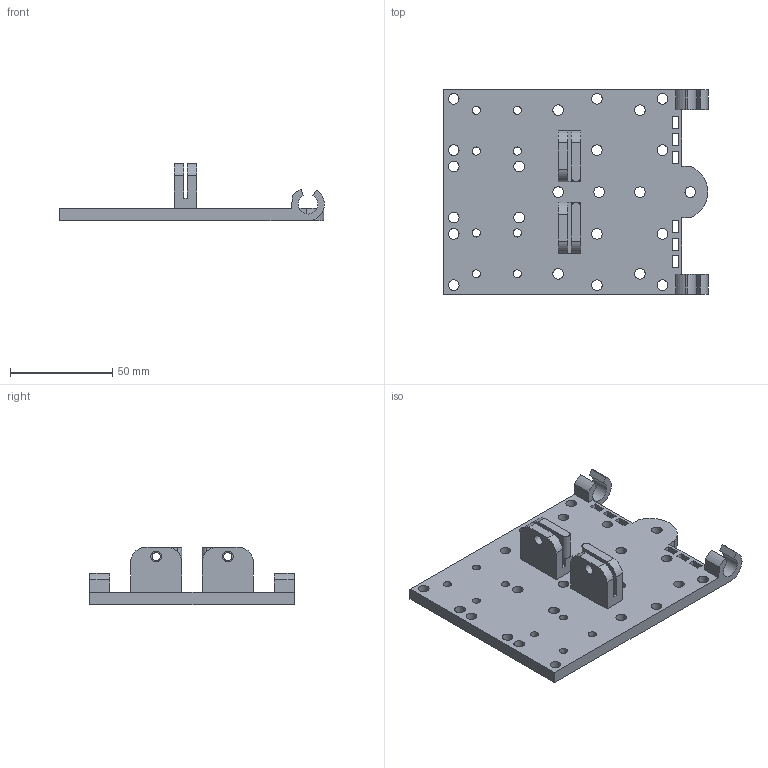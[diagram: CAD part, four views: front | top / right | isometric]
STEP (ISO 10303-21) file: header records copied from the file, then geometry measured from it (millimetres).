
FILE_DESCRIPTION(('FreeCAD Model'),'2;1');
FILE_NAME( 'X_Carriage.stp', '2012-12-31T19:33:30',('FreeCAD'),('FreeCAD'), 'Open CASCADE STEP processor 6.5','FreeCAD','Unknown');
FILE_SCHEMA(('AUTOMOTIVE_DESIGN_CC2 { 1 2 10303 214 -1 1 5 4 }'));
Length unit declared in the file: millimetre
Products named in the file (1): Open CASCADE STEP translator 6.5 1
Bounding box: 129.46 x 100 x 28 mm (x, y, z)
Volume: 78890.1 mm3; surface area: 34855.6 mm2
Topology: 1 solids, 1 shells, 114 faces, 328 edges, 218 vertices
Faces by surface type: plane 63, cylinder 51
Full cylindrical faces by diameter (mm): 4 x10, 5.2 x26
Entity records: 8242 total; most frequent: CARTESIAN_POINT 1655, DIRECTION 1190, LINE 690, VECTOR 690, ORIENTED_EDGE 656, PCURVE 656, DEFINITIONAL_REPRESENTATION 656, EDGE_CURVE 328
